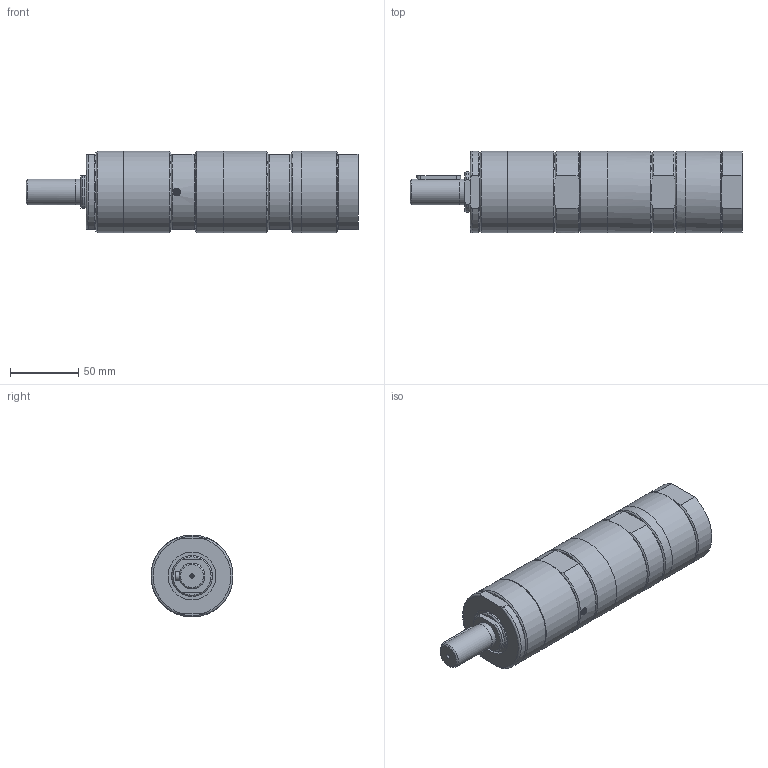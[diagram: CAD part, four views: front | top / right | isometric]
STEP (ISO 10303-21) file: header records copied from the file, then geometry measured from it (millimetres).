
FILE_DESCRIPTION((''),'2;1');
FILE_NAME('MRD 120-360_60002255.stp','2010-09-09T11:21:55',('rmorof'),(''),'Autodesk Inventor 2008','Autodesk Inventor 2008','');
FILE_SCHEMA(('CONFIG_CONTROL_DESIGN'));
Length unit declared in the file: millimetre
Products named in the file (1): MRD 120-360_60002255
Bounding box: 243 x 60 x 60 mm (x, y, z)
Volume: 560019.2 mm3; surface area: 51242.4 mm2
Topology: 1 solids, 5 shells, 120 faces, 275 edges, 173 vertices
Faces by surface type: plane 45, cylinder 36, cone 26, bspline 8, torus 3, sphere 2
Full cylindrical faces by diameter (mm): 1.55 x2, 3.6 x1, 4 x1, 5 x1, 5.5 x1, 18.8 x1, 19 x1, 29.95 x1, 35 x1, 58.007 x1, 60 x6
Entity records: 3476 total; most frequent: CARTESIAN_POINT 945, DIRECTION 510, ORIENTED_EDGE 426, AXIS2_PLACEMENT_3D 226, EDGE_CURVE 213, EDGE_LOOP 166, VERTEX_POINT 147, FACE_OUTER_BOUND 120
